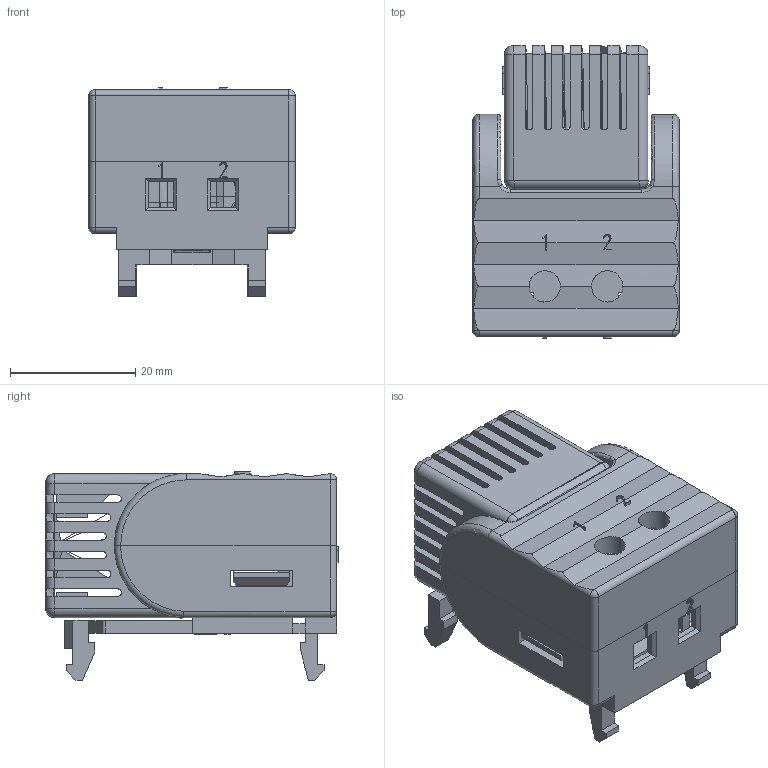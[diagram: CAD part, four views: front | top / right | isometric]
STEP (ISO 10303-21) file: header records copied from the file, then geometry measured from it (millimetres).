
FILE_DESCRIPTION (( 'STEP AP214' ), '1' );
FILE_NAME ('häwa FTO011_FTS011_2013_07.STEP', '2019-10-18T08:51:24', ( '' ), ( '' ), 'SwSTEP 2.0', 'SolidWorks 2019', '' );
FILE_SCHEMA (( 'AUTOMOTIVE_DESIGN' ));
Length unit declared in the file: millimetre
Products named in the file (1): h銤a FTO011_FTS011_2013_07
Bounding box: 33 x 46.8 x 33.3 mm (x, y, z)
Surface area: 11037.8 mm2 (no closed solid volume)
Topology: 0 solids, 10 shells, 455 faces, 1584 edges, 1076 vertices
Faces by surface type: plane 308, cylinder 89, bspline 36, sphere 12, torus 10
Entity records: 20264 total; most frequent: CARTESIAN_POINT 10117, ORIENTED_EDGE 2742, EDGE_CURVE 1572, B_SPLINE_CURVE_WITH_KNOTS 1562, VERTEX_POINT 1076, DIRECTION 846, EDGE_LOOP 487, ADVANCED_FACE 454
